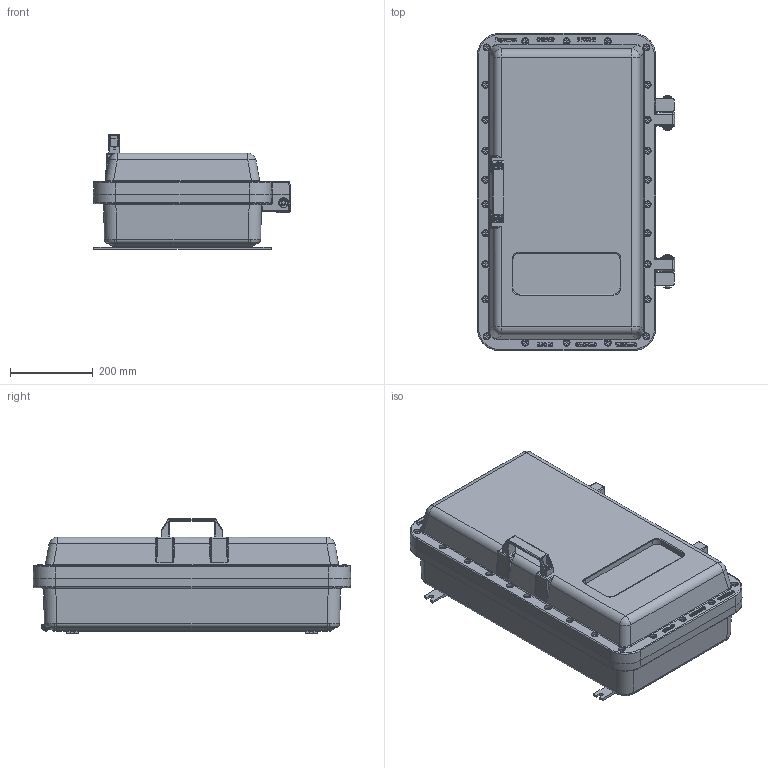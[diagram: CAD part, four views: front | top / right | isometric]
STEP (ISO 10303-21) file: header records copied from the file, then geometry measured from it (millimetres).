
FILE_DESCRIPTION((''),'2;1');
FILE_NAME('ЩОРВ764323-О2610.stp','2019-05-17T12:26:50',('L.A.Ronzhin'),(''),'Autodesk Inventor 2012','Autodesk Inventor 2012','');
FILE_SCHEMA(('CONFIG_CONTROL_DESIGN'));
Length unit declared in the file: millimetre
Products named in the file (1): ЩОРВ764323-О2610
Bounding box: 477.94 x 768.99 x 278.5 mm (x, y, z)
Volume: 62751778.3 mm3; surface area: 1235532.2 mm2
Topology: 2 solids, 2 shells, 1953 faces, 4977 edges, 3140 vertices
Faces by surface type: plane 921, bspline 478, cylinder 429, cone 63, torus 40, sphere 22
Full cylindrical faces by diameter (mm): 7.9 x1, 8.376 x26, 8.8 x4, 11 x8, 13 x6, 13.5 x2, 16 x26, 17 x26, 20 x4, 24 x6
Entity records: 66958 total; most frequent: CARTESIAN_POINT 21785, ORIENTED_EDGE 9364, DIRECTION 7799, EDGE_CURVE 4682, VERTEX_POINT 3053, VECTOR 2641, LINE 2641, AXIS2_PLACEMENT_3D 2579
